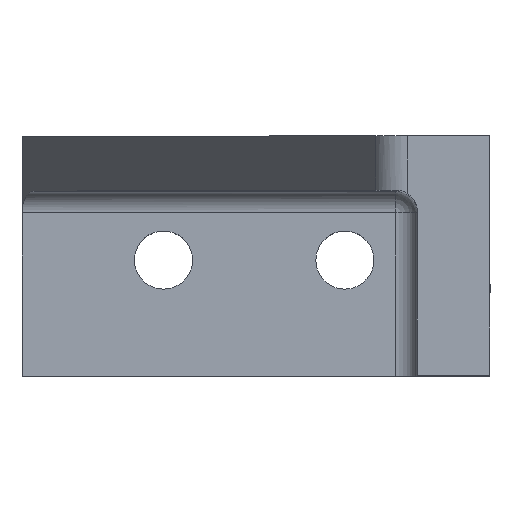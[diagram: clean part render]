
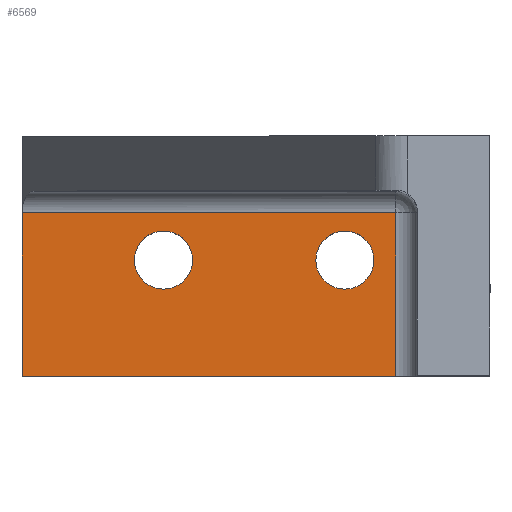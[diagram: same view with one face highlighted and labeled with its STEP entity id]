
A CAD part, top view. The second image highlights one B-rep face of the part: STEP entity #6569.
In plain terms, the highlighted planar face has unit normal (0, 0, 1).
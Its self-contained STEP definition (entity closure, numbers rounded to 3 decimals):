
#2997=VERTEX_POINT('',#8267);
#4191=VERTEX_POINT('',#9604);
#4231=EDGE_CURVE('',#7411,#6139,#9648,.T.);
#4255=EDGE_CURVE('',#4351,#7719,#9675,.T.);
#4351=VERTEX_POINT('',#9779);
#5751=EDGE_CURVE('',#4191,#2997,#11345,.T.);
#5897=EDGE_CURVE('',#6031,#6283,#11512,.T.);
#6019=EDGE_CURVE('',#2997,#4191,#11647,.T.);
#6031=VERTEX_POINT('',#11659);
#6139=VERTEX_POINT('',#11786);
#6283=VERTEX_POINT('',#11948);
#6569=ADVANCED_FACE('',(#12266,#12267,#12268),#12269,.F.);
#7411=VERTEX_POINT('',#13224);
#7441=EDGE_CURVE('',#4351,#6139,#13257,.T.);
#7607=EDGE_CURVE('',#6283,#6031,#13441,.T.);
#7719=VERTEX_POINT('',#13568);
#7743=EDGE_CURVE('',#7411,#7719,#13594,.T.);
#8267=CARTESIAN_POINT('',(-58.0,0.,26.0));
#9604=CARTESIAN_POINT('',(-42.0,0.,26.0));
#9648=LINE('',#16039,#16040);
#9675=LINE('',#16077,#16078);
#9779=CARTESIAN_POINT('',(-89.0,13.0,26.0));
#11345=CIRCLE('',#18258,8.0);
#11512=CIRCLE('',#18462,8.0);
#11647=CIRCLE('',#18637,8.0);
#11659=CARTESIAN_POINT('',(8.0,0.,26.0));
#11786=CARTESIAN_POINT('',(14.0,13.0,26.0));
#11948=CARTESIAN_POINT('',(-8.0,0.,26.0));
#12266=FACE_BOUND('',#19439,.T.);
#12267=FACE_BOUND('',#19440,.T.);
#12268=FACE_OUTER_BOUND('',#19441,.T.);
#12269=PLANE('',#19442);
#13224=CARTESIAN_POINT('',(14.0,-32.0,26.0));
#13257=LINE('',#20699,#20700);
#13441=CIRCLE('',#20937,8.0);
#13568=CARTESIAN_POINT('',(-89.,-32.0,26.));
#13594=LINE('',#21137,#21138);
#16039=CARTESIAN_POINT('',(14.0,-32.0,26.0));
#16040=VECTOR('',#23857,1.0);
#16077=CARTESIAN_POINT('',(-89.,34.0,26.));
#16078=VECTOR('',#23899,1.0);
#18258=AXIS2_PLACEMENT_3D('',#26168,#26169,#26170);
#18462=AXIS2_PLACEMENT_3D('',#26417,#26418,#26419);
#18637=AXIS2_PLACEMENT_3D('',#26597,#26598,#26599);
#19439=EDGE_LOOP('',(#27470,#27471));
#19440=EDGE_LOOP('',(#27472,#27473));
#19441=EDGE_LOOP('',(#27474,#27475,#27476,#27477));
#19442=AXIS2_PLACEMENT_3D('',#27478,#27479,#27480);
#20699=CARTESIAN_POINT('',(-89.0,13.0,26.0));
#20700=VECTOR('',#28862,1.0);
#20937=AXIS2_PLACEMENT_3D('',#29093,#29094,#29095);
#21137=CARTESIAN_POINT('',(-48.391,-32.0,26.0));
#21138=VECTOR('',#29320,1.0);
#23857=DIRECTION('',(0.0,1.0,0.0));
#23899=DIRECTION('',(0.0,-1.0,0.0));
#26168=CARTESIAN_POINT('',(-50.0,0.,26.0));
#26169=DIRECTION('',(0.0,0.0,-1.0));
#26170=DIRECTION('',(1.0,0.0,0.0));
#26417=CARTESIAN_POINT('',(0.0,0.,26.0));
#26418=DIRECTION('',(0.0,0.0,-1.0));
#26419=DIRECTION('',(1.0,0.0,0.0));
#26597=CARTESIAN_POINT('',(-50.0,0.,26.0));
#26598=DIRECTION('',(0.0,0.0,-1.0));
#26599=DIRECTION('',(1.0,0.0,0.0));
#27470=ORIENTED_EDGE('',*,*,#7607,.T.);
#27471=ORIENTED_EDGE('',*,*,#5897,.T.);
#27472=ORIENTED_EDGE('',*,*,#6019,.T.);
#27473=ORIENTED_EDGE('',*,*,#5751,.T.);
#27474=ORIENTED_EDGE('',*,*,#7441,.F.);
#27475=ORIENTED_EDGE('',*,*,#4255,.T.);
#27476=ORIENTED_EDGE('',*,*,#7743,.F.);
#27477=ORIENTED_EDGE('',*,*,#4231,.T.);
#27478=CARTESIAN_POINT('',(-89.0,-32.0,26.0));
#27479=DIRECTION('',(0.0,0.0,-1.0));
#27480=DIRECTION('',(0.0,1.0,0.0));
#28862=DIRECTION('',(1.0,0.0,0.0));
#29093=CARTESIAN_POINT('',(0.0,0.,26.0));
#29094=DIRECTION('',(0.0,0.0,-1.0));
#29095=DIRECTION('',(1.0,0.0,0.0));
#29320=DIRECTION('',(-1.0,0.0,0.0));
